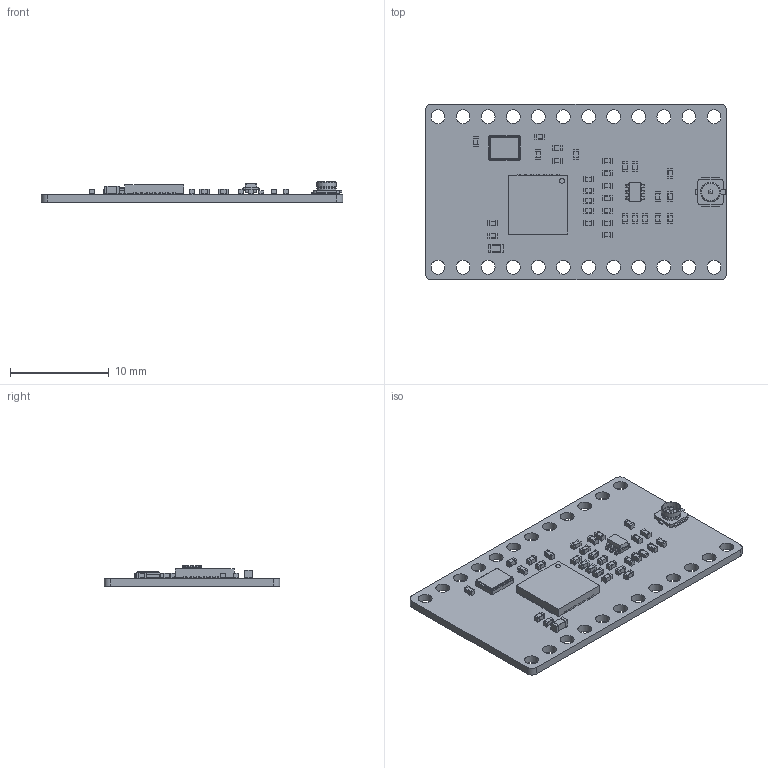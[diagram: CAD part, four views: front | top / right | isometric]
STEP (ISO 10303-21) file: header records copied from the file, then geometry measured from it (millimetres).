
FILE_DESCRIPTION(('KiCad electronic assembly'),'2;1');
FILE_NAME('LORA.step','2021-04-19T18:07:56',('An Author'),('A Company'), 'Open CASCADE STEP processor 7.3','KiCad to STEP converter','Unknown' );
FILE_SCHEMA(('AUTOMOTIVE_DESIGN { 1 0 10303 214 1 1 1 1 }'));
Length unit declared in the file: millimetre
Products named in the file (18): Open CASCADE STEP translator 7.3 1; QFN-28-1EP_6x6mm_P0.65mm_EP4.8x4.8mm; SOLID; U.FL_Hirose_U.FL-R-SMT-1_Vertical; C_0402_1005Metric; SOT-363_SC-70-6; R_0402_1005Metric; L_0402_1005Metric; C_0603_1608Metric; Crystal_SMD_SeikoEpson_FA238V-4Pin_3.2x2.5mm; COMPOUND
Assembly tree (44 placements, depth 3):
  Open CASCADE STEP translator 7.3 1
    QFN-28-1EP_6x6mm_P0.65mm_EP4.8x4.8mm
      SOLID
    U.FL_Hirose_U.FL-R-SMT-1_Vertical
      SOLID
    C_0402_1005Metric  x24
      SOLID
    SOT-363_SC-70-6
      SOLID
    R_0402_1005Metric
      SOLID
    L_0402_1005Metric  x5
      SOLID
    C_0603_1608Metric
      SOLID
    Crystal_SMD_SeikoEpson_FA238V-4Pin_3.2x2.5mm
      SOLID
    COMPOUND
Bounding box: 30.48 x 17.78 x 2.1 mm (x, y, z)
Volume: 454.6 mm3; surface area: 1411.9 mm2
Topology: 36 solids, 36 shells, 1274 faces, 3335 edges, 2198 vertices
Faces by surface type: plane 770, cylinder 470, bspline 30, cone 3, sphere 1
Full cylindrical faces by diameter (mm): 0.4 x1, 0.5 x1, 1.4 x24, 1.8 x1, 1.92 x1, 2 x2
Entity records: 38455 total; most frequent: CARTESIAN_POINT 6541, DIRECTION 5336, LINE 3474, VECTOR 3474, ORIENTED_EDGE 2780, PCURVE 2780, DEFINITIONAL_REPRESENTATION 2780, EDGE_CURVE 1390
